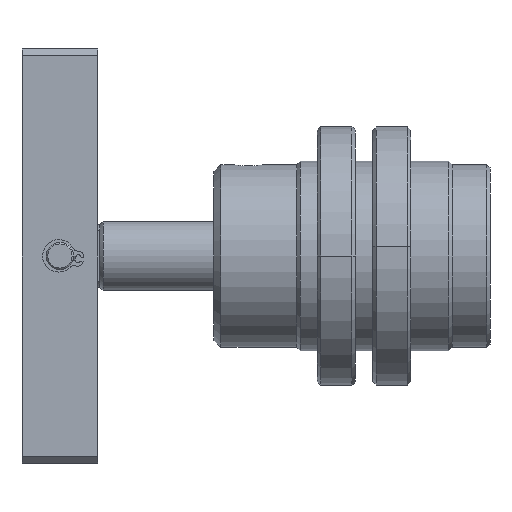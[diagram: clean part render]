
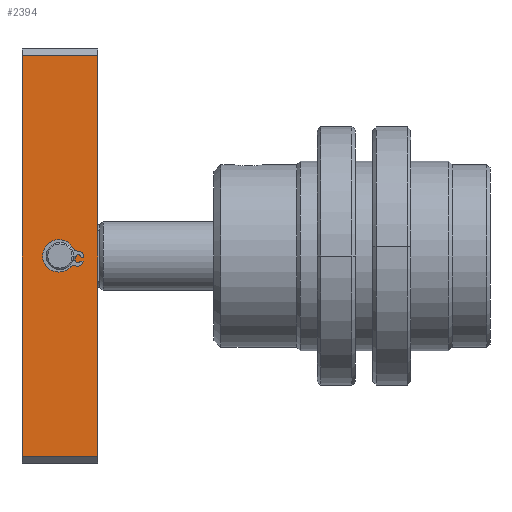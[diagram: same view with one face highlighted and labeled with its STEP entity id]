
A CAD part, left-side view. The second image highlights one B-rep face of the part: STEP entity #2394.
In plain terms, the highlighted face is planar.
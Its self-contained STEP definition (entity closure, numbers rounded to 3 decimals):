
#352 = AXIS2_PLACEMENT_3D ( 'NONE', #4587, #4588, #4589 ) ;
#801 = VERTEX_POINT ( 'NONE', #7184 ) ;
#848 = EDGE_CURVE ( 'NONE', #5970, #5957, #6032, .T. ) ;
#920 = EDGE_CURVE ( 'NONE', #5970, #801, #6133, .T. ) ;
#932 = EDGE_CURVE ( 'NONE', #5969, #1305, #6151, .T. ) ;
#999 = EDGE_CURVE ( 'NONE', #5957, #5956, #6232, .T. ) ;
#1305 = VERTEX_POINT ( 'NONE', #4068 ) ;
#1514 = DIRECTION ( 'NONE',  ( -1., 0., 0. ) ) ;
#1897 = EDGE_LOOP ( 'NONE', ( #2047, #2019, #2041, #2020 ) ) ;
#1904 = EDGE_LOOP ( 'NONE', ( #2014, #2054 ) ) ;
#2014 = ORIENTED_EDGE ( 'NONE', *, *, #3727, .T. ) ;
#2019 = ORIENTED_EDGE ( 'NONE', *, *, #848, .T. ) ;
#2020 = ORIENTED_EDGE ( 'NONE', *, *, #3725, .T. ) ;
#2041 = ORIENTED_EDGE ( 'NONE', *, *, #999, .T. ) ;
#2047 = ORIENTED_EDGE ( 'NONE', *, *, #920, .F. ) ;
#2054 = ORIENTED_EDGE ( 'NONE', *, *, #932, .T. ) ;
#2394 = ADVANCED_FACE ( 'NONE', ( #6296, #6298 ), #3240, .F. ) ;
#3237 = CARTESIAN_POINT ( 'NONE',  ( -60., 11., -11. ) ) ;
#3240 = PLANE ( 'NONE',  #3380 ) ;
#3242 = DIRECTION ( 'NONE',  ( 0., 0., 1. ) ) ;
#3243 = DIRECTION ( 'NONE',  ( 1., 0., 0. ) ) ;
#3380 = AXIS2_PLACEMENT_3D ( 'NONE', #3237, #3242, #3243 ) ;
#3452 = AXIS2_PLACEMENT_3D ( 'NONE', #3765, #3766, #3767 ) ;
#3725 = EDGE_CURVE ( 'NONE', #5956, #801, #5203, .T. ) ;
#3727 = EDGE_CURVE ( 'NONE', #1305, #5969, #5206, .T. ) ;
#3765 = CARTESIAN_POINT ( 'NONE',  ( 0., 0., -11. ) ) ;
#3766 = DIRECTION ( 'NONE',  ( 0., 0., 1. ) ) ;
#3767 = DIRECTION ( 'NONE',  ( 1., 0., 0. ) ) ;
#4008 = CARTESIAN_POINT ( 'NONE',  ( -60., -11., -11. ) ) ;
#4009 = DIRECTION ( 'NONE',  ( -1., 0., 0. ) ) ;
#4068 = CARTESIAN_POINT ( 'NONE',  ( -4.5, 0., -11. ) ) ;
#4573 = CARTESIAN_POINT ( 'NONE',  ( -58., 11., -11. ) ) ;
#4574 = DIRECTION ( 'NONE',  ( 0., 1., 0. ) ) ;
#4587 = CARTESIAN_POINT ( 'NONE',  ( 0., 0., -11. ) ) ;
#4588 = DIRECTION ( 'NONE',  ( 0., 0., 1. ) ) ;
#4589 = DIRECTION ( 'NONE',  ( 1., 0., 0. ) ) ;
#4608 = CARTESIAN_POINT ( 'NONE',  ( -58., -11., -11. ) ) ;
#4620 = CARTESIAN_POINT ( 'NONE',  ( 58., -11., -11. ) ) ;
#4622 = CARTESIAN_POINT ( 'NONE',  ( 4.5, 0., -11. ) ) ;
#4629 = CARTESIAN_POINT ( 'NONE',  ( 58., 11., -11. ) ) ;
#5203 = LINE ( 'NONE', #4573, #5205 ) ;
#5205 = VECTOR ( 'NONE', #4574, 1000. ) ;
#5206 = CIRCLE ( 'NONE', #352, 4.5 ) ;
#5956 = VERTEX_POINT ( 'NONE', #4608 ) ;
#5957 = VERTEX_POINT ( 'NONE', #4620 ) ;
#5969 = VERTEX_POINT ( 'NONE', #4622 ) ;
#5970 = VERTEX_POINT ( 'NONE', #4629 ) ;
#6032 = LINE ( 'NONE', #7107, #6036 ) ;
#6036 = VECTOR ( 'NONE', #7096, 1000. ) ;
#6133 = LINE ( 'NONE', #7097, #6136 ) ;
#6136 = VECTOR ( 'NONE', #1514, 1000. ) ;
#6151 = CIRCLE ( 'NONE', #3452, 4.5 ) ;
#6232 = LINE ( 'NONE', #4008, #6234 ) ;
#6234 = VECTOR ( 'NONE', #4009, 1000. ) ;
#6296 = FACE_BOUND ( 'NONE', #1904, .T. ) ;
#6298 = FACE_OUTER_BOUND ( 'NONE', #1897, .T. ) ;
#7096 = DIRECTION ( 'NONE',  ( 0., -1., 0. ) ) ;
#7097 = CARTESIAN_POINT ( 'NONE',  ( -60., 11., -11. ) ) ;
#7107 = CARTESIAN_POINT ( 'NONE',  ( 58., 11., -11. ) ) ;
#7184 = CARTESIAN_POINT ( 'NONE',  ( -58., 11., -11. ) ) ;
